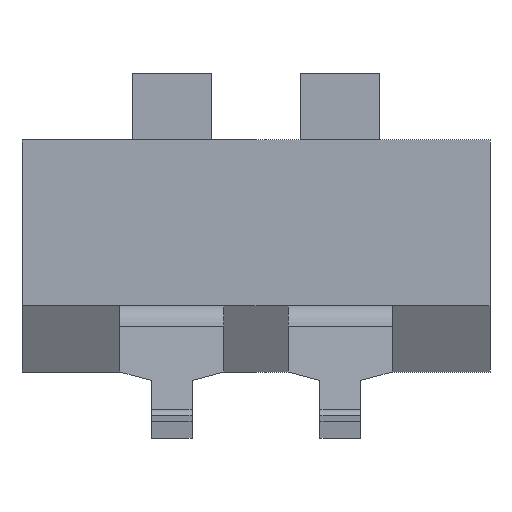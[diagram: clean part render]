
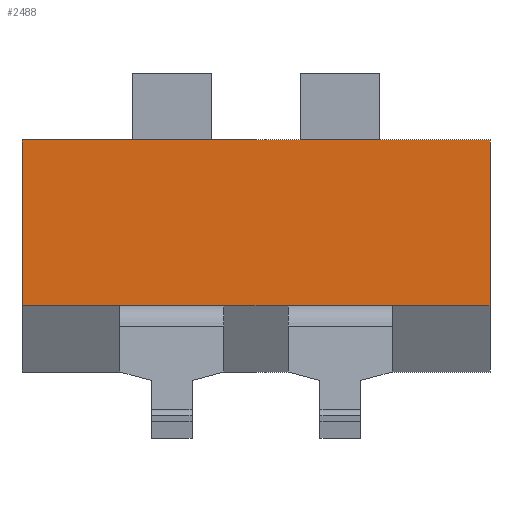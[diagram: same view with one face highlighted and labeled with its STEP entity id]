
A CAD part, front view. The second image highlights one B-rep face of the part: STEP entity #2488.
In plain terms, the highlighted planar face has unit normal (0, -1, 0).
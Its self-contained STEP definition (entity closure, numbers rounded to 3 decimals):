
#134=DIRECTION('',(0.,0.,-1.));
#135=VECTOR('',#134,2.5);
#136=CARTESIAN_POINT('',(-3.53,-3.75,0.));
#137=LINE('',#136,#135);
#158=DIRECTION('',(1.,0.,0.));
#159=VECTOR('',#158,7.06);
#160=CARTESIAN_POINT('',(-3.53,-3.75,0.));
#161=LINE('',#160,#159);
#166=DIRECTION('',(1.,0.,0.));
#167=VECTOR('',#166,1.475);
#168=CARTESIAN_POINT('',(2.055,-3.75,-2.5));
#169=LINE('',#168,#167);
#170=DIRECTION('',(1.,0.,0.));
#171=VECTOR('',#170,1.475);
#172=CARTESIAN_POINT('',(-3.53,-3.75,-2.5));
#173=LINE('',#172,#171);
#182=DIRECTION('',(1.,0.,0.));
#183=VECTOR('',#182,0.97);
#184=CARTESIAN_POINT('',(-0.485,-3.75,-2.5));
#185=LINE('',#184,#183);
#366=DIRECTION('',(1.,0.,0.));
#367=VECTOR('',#366,1.57);
#368=CARTESIAN_POINT('',(0.485,-3.75,-2.5));
#369=LINE('',#368,#367);
#370=DIRECTION('',(0.,0.,-1.));
#371=VECTOR('',#370,2.5);
#372=CARTESIAN_POINT('',(3.53,-3.75,0.));
#373=LINE('',#372,#371);
#1812=DIRECTION('',(1.,0.,0.));
#1813=VECTOR('',#1812,1.57);
#1814=CARTESIAN_POINT('',(-2.055,-3.75,-2.5));
#1815=LINE('',#1814,#1813);
#1882=CARTESIAN_POINT('',(-3.53,-3.75,0.));
#1883=CARTESIAN_POINT('',(-3.53,-3.75,-2.5));
#1884=VERTEX_POINT('',#1882);
#1885=VERTEX_POINT('',#1883);
#1894=CARTESIAN_POINT('',(3.53,-3.75,0.));
#1895=CARTESIAN_POINT('',(3.53,-3.75,-2.5));
#1896=VERTEX_POINT('',#1894);
#1897=VERTEX_POINT('',#1895);
#2022=CARTESIAN_POINT('',(-0.485,-3.75,-2.5));
#2023=VERTEX_POINT('',#2022);
#2024=CARTESIAN_POINT('',(-2.055,-3.75,-2.5));
#2025=VERTEX_POINT('',#2024);
#2146=CARTESIAN_POINT('',(2.055,-3.75,-2.5));
#2147=VERTEX_POINT('',#2146);
#2148=CARTESIAN_POINT('',(0.485,-3.75,-2.5));
#2149=VERTEX_POINT('',#2148);
#2466=CARTESIAN_POINT('',(-3.53,-3.75,0.));
#2467=DIRECTION('',(0.,-1.,0.));
#2468=DIRECTION('',(0.,0.,-1.));
#2469=AXIS2_PLACEMENT_3D('',#2466,#2467,#2468);
#2470=PLANE('',#2469);
#2472=ORIENTED_EDGE('',*,*,#2471,.F.);
#2474=ORIENTED_EDGE('',*,*,#2473,.F.);
#2476=ORIENTED_EDGE('',*,*,#2475,.F.);
#2477=ORIENTED_EDGE('',*,*,#2451,.F.);
#2479=ORIENTED_EDGE('',*,*,#2478,.T.);
#2481=ORIENTED_EDGE('',*,*,#2480,.T.);
#2483=ORIENTED_EDGE('',*,*,#2482,.F.);
#2485=ORIENTED_EDGE('',*,*,#2484,.F.);
#2486=EDGE_LOOP('',(#2472,#2474,#2476,#2477,#2479,#2481,#2483,#2485));
#2487=FACE_OUTER_BOUND('',#2486,.F.);
#2451=EDGE_CURVE('',#1884,#1885,#137,.T.);
#2471=EDGE_CURVE('',#2023,#2149,#185,.T.);
#2473=EDGE_CURVE('',#2025,#2023,#1815,.T.);
#2475=EDGE_CURVE('',#1885,#2025,#173,.T.);
#2478=EDGE_CURVE('',#1884,#1896,#161,.T.);
#2480=EDGE_CURVE('',#1896,#1897,#373,.T.);
#2482=EDGE_CURVE('',#2147,#1897,#169,.T.);
#2484=EDGE_CURVE('',#2149,#2147,#369,.T.);
#2488=ADVANCED_FACE('',(#2487),#2470,.T.);
